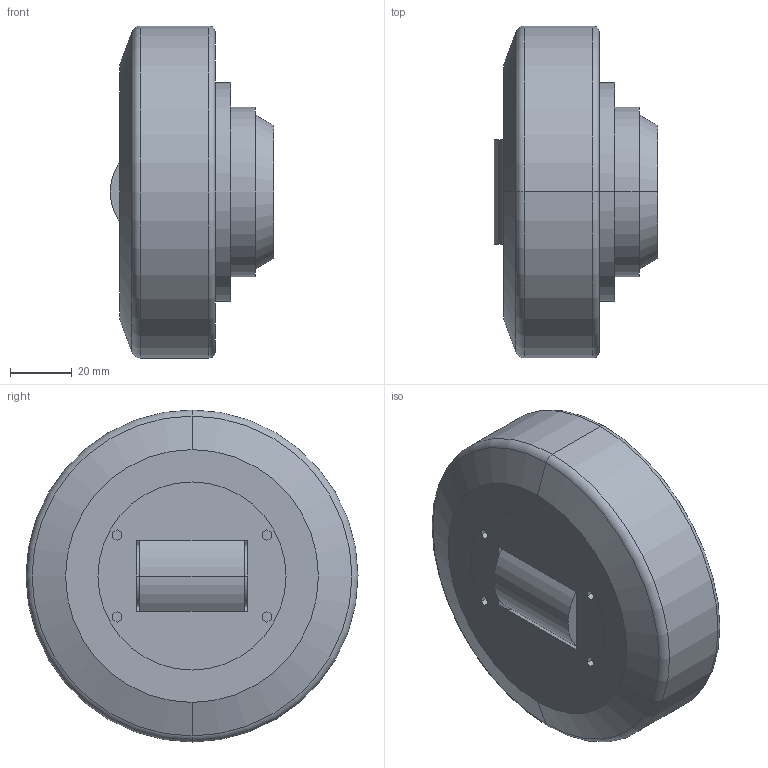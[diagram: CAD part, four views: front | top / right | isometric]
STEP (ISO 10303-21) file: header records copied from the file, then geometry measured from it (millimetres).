
FILE_DESCRIPTION (( 'STEP AP203' ), '1' );
FILE_NAME ('CRT_132B59E97B.step', '2021-08-12T22:26:13', ( '' ), ( '' ), 'SwSTEP 2.0', 'SolidWorks 2019', '' );
FILE_SCHEMA (( 'CONFIG_CONTROL_DESIGN' ));
Length unit declared in the file: inch
Products named in the file (3): EoitBXOVGS_CADModel_0; CRT_132B59E97B
Assembly tree (1 placements, depth 2):
  EoitBXOVGS_CADModel_0
  CRT_132B59E97B
    EoitBXOVGS_CADModel_0
Bounding box: 53 x 107.7 x 107.7 mm (x, y, z)
Volume: 329032.2 mm3; surface area: 58655.2 mm2
Topology: 4 solids, 4 shells, 69 faces, 153 edges, 100 vertices
Faces by surface type: plane 39, cylinder 22, cone 4, torus 4
Entity records: 2549 total; most frequent: CARTESIAN_POINT 703, DIRECTION 339, ORIENTED_EDGE 306, EDGE_CURVE 153, AXIS2_PLACEMENT_3D 120, VERTEX_POINT 100, VECTOR 99, LINE 99
